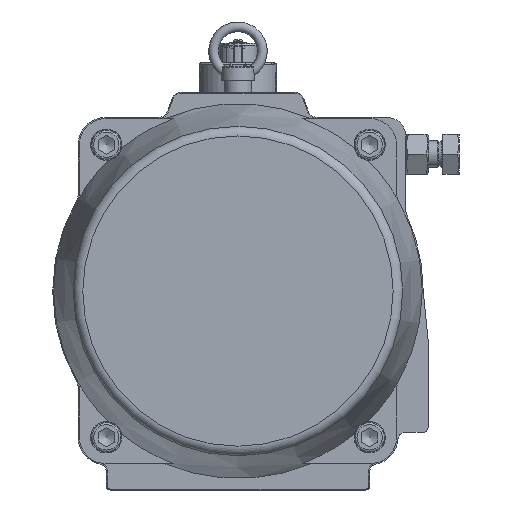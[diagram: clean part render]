
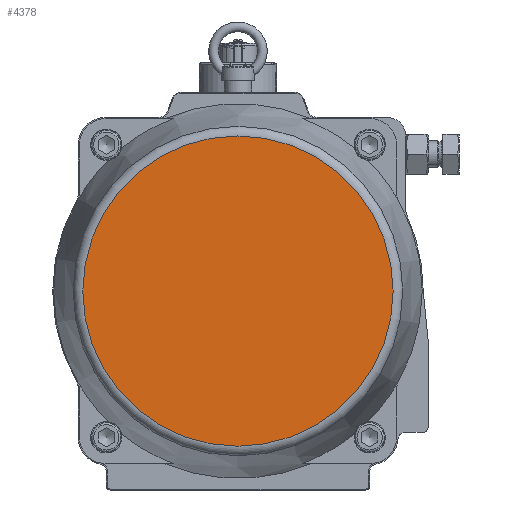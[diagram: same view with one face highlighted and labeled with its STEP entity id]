
A CAD part, front view. The second image highlights one B-rep face of the part: STEP entity #4378.
In plain terms, the highlighted face is planar.
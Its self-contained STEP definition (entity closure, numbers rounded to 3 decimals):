
#4378=ADVANCED_FACE('',(#6027),#5126,.F.);
#5126=PLANE('',#26557);
#6027=FACE_OUTER_BOUND('',#7614,.T.);
#7614=EDGE_LOOP('',(#13467));
#8976=CIRCLE('',#26556,159.108);
#13467=ORIENTED_EDGE('',*,*,#20770,.T.);
#17770=VERTEX_POINT('',#50396);
#20770=EDGE_CURVE('',#17770,#17770,#8976,.T.);
#26556=AXIS2_PLACEMENT_3D('',#50395,#31023,#31024);
#26557=AXIS2_PLACEMENT_3D('',#50397,#31025,#31026);
#31023=DIRECTION('',(0.,1.,0.));
#31024=DIRECTION('',(1.,0.,0.));
#31025=DIRECTION('',(0.,-1.,0.));
#31026=DIRECTION('',(1.,0.,0.));
#50395=CARTESIAN_POINT('',(0.,122.,0.));
#50396=CARTESIAN_POINT('',(159.108,122.,0.));
#50397=CARTESIAN_POINT('',(0.,122.,0.));
